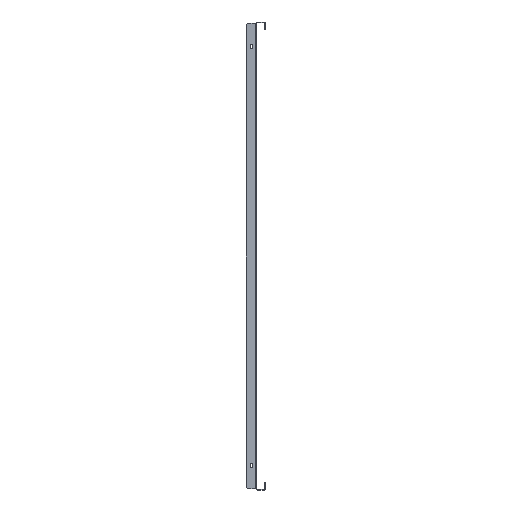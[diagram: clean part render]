
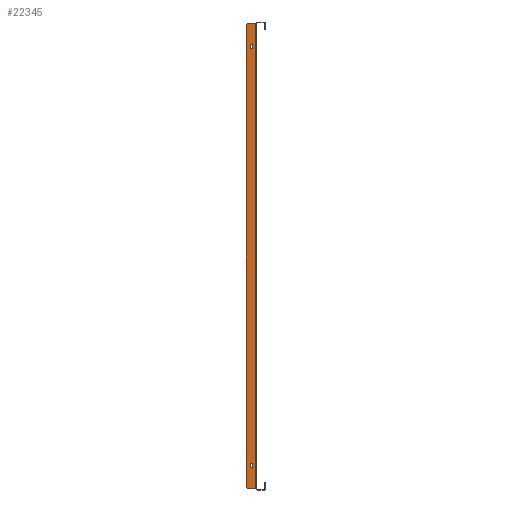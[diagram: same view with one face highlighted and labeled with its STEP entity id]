
A CAD part, left-side view. The second image highlights one B-rep face of the part: STEP entity #22345.
In plain terms, the highlighted planar face has unit normal (-1, 0, 0).
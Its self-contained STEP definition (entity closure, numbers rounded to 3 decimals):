
#521 = VECTOR ( 'NONE', #1814, 1000. ) ;
#894 = VERTEX_POINT ( 'NONE', #10552 ) ;
#1144 = EDGE_CURVE ( 'NONE', #71330, #33311, #41356, .T. ) ;
#1687 = PLANE ( 'NONE',  #61055 ) ;
#1814 = DIRECTION ( 'NONE',  ( 0., 0., 1. ) ) ;
#2772 = FACE_BOUND ( 'NONE', #26719, .T. ) ;
#3512 = CARTESIAN_POINT ( 'NONE',  ( -546., 1.5, 495.5 ) ) ;
#3668 = EDGE_CURVE ( 'NONE', #27045, #14420, #15451, .T. ) ;
#3813 = LINE ( 'NONE', #48092, #5057 ) ;
#3931 = DIRECTION ( 'NONE',  ( -1., 0., 0. ) ) ;
#4280 = CARTESIAN_POINT ( 'NONE',  ( -546., 1.5, -495.5 ) ) ;
#4838 = ORIENTED_EDGE ( 'NONE', *, *, #3668, .F. ) ;
#5057 = VECTOR ( 'NONE', #70260, 1000. ) ;
#5663 = LINE ( 'NONE', #59799, #39033 ) ;
#6356 = VECTOR ( 'NONE', #45957, 1000. ) ;
#6684 = DIRECTION ( 'NONE',  ( 0., -1., 0. ) ) ;
#7614 = DIRECTION ( 'NONE',  ( -1., 0., 0. ) ) ;
#7745 = EDGE_CURVE ( 'NONE', #64162, #27045, #3813, .T. ) ;
#9378 = VERTEX_POINT ( 'NONE', #25913 ) ;
#9709 = CARTESIAN_POINT ( 'NONE',  ( -546., 10., 445.25 ) ) ;
#10552 = CARTESIAN_POINT ( 'NONE',  ( -546., 12.75, -448.75 ) ) ;
#11272 = ORIENTED_EDGE ( 'NONE', *, *, #46906, .T. ) ;
#11292 = EDGE_CURVE ( 'NONE', #11745, #66702, #19869, .T. ) ;
#11461 = DIRECTION ( 'NONE',  ( 0., 1., 0. ) ) ;
#11745 = VERTEX_POINT ( 'NONE', #45656 ) ;
#12499 = LINE ( 'NONE', #29959, #32314 ) ;
#12786 = DIRECTION ( 'NONE',  ( 0., 0., -1. ) ) ;
#12856 = VERTEX_POINT ( 'NONE', #65050 ) ;
#14023 = DIRECTION ( 'NONE',  ( -1., 0., 0. ) ) ;
#14420 = VERTEX_POINT ( 'NONE', #41747 ) ;
#14923 = ORIENTED_EDGE ( 'NONE', *, *, #69660, .F. ) ;
#15311 = ORIENTED_EDGE ( 'NONE', *, *, #1144, .F. ) ;
#15451 = CIRCLE ( 'NONE', #56033, 2.75 ) ;
#17642 = CIRCLE ( 'NONE', #43165, 5. ) ;
#17783 = LINE ( 'NONE', #68635, #521 ) ;
#18301 = CARTESIAN_POINT ( 'NONE',  ( -546., 0., 495.5 ) ) ;
#18714 = CARTESIAN_POINT ( 'NONE',  ( -546., 1.5, 0. ) ) ;
#19869 = CIRCLE ( 'NONE', #29152, 5. ) ;
#21172 = CARTESIAN_POINT ( 'NONE',  ( -546., 16., 490.5 ) ) ;
#21261 = ORIENTED_EDGE ( 'NONE', *, *, #21533, .F. ) ;
#21533 = EDGE_CURVE ( 'NONE', #9378, #40059, #24125, .T. ) ;
#21960 = EDGE_CURVE ( 'NONE', #894, #64162, #51737, .T. ) ;
#22345 = ADVANCED_FACE ( 'NONE', ( #62347, #2772, #63069 ), #1687, .T. ) ;
#22433 = ORIENTED_EDGE ( 'NONE', *, *, #60957, .T. ) ;
#23486 = CARTESIAN_POINT ( 'NONE',  ( -546., 12.75, 448.75 ) ) ;
#24125 = LINE ( 'NONE', #18301, #33103 ) ;
#24343 = DIRECTION ( 'NONE',  ( 0., -1., 0. ) ) ;
#24832 = EDGE_CURVE ( 'NONE', #12856, #48294, #29686, .T. ) ;
#25913 = CARTESIAN_POINT ( 'NONE',  ( -546., 16., 495.5 ) ) ;
#26719 = EDGE_LOOP ( 'NONE', ( #4838, #40899, #50547, #55264 ) ) ;
#27045 = VERTEX_POINT ( 'NONE', #66168 ) ;
#27168 = ORIENTED_EDGE ( 'NONE', *, *, #24832, .F. ) ;
#27634 = VECTOR ( 'NONE', #12786, 1000. ) ;
#27811 = ORIENTED_EDGE ( 'NONE', *, *, #29426, .F. ) ;
#28523 = AXIS2_PLACEMENT_3D ( 'NONE', #9709, #60164, #54010 ) ;
#28527 = LINE ( 'NONE', #18714, #6356 ) ;
#28563 = AXIS2_PLACEMENT_3D ( 'NONE', #36306, #68293, #24343 ) ;
#29152 = AXIS2_PLACEMENT_3D ( 'NONE', #68991, #7614, #40316 ) ;
#29171 = DIRECTION ( 'NONE',  ( 0., 1., 0. ) ) ;
#29426 = EDGE_CURVE ( 'NONE', #11745, #58081, #17783, .T. ) ;
#29686 = CIRCLE ( 'NONE', #28523, 2.75 ) ;
#29959 = CARTESIAN_POINT ( 'NONE',  ( -546., 7.25, 445.25 ) ) ;
#32314 = VECTOR ( 'NONE', #50640, 1000. ) ;
#33103 = VECTOR ( 'NONE', #6684, 1000. ) ;
#33311 = VERTEX_POINT ( 'NONE', #23486 ) ;
#33735 = EDGE_CURVE ( 'NONE', #48294, #71330, #12499, .T. ) ;
#35497 = EDGE_LOOP ( 'NONE', ( #21261, #22433, #27811, #35542, #67590, #11272 ) ) ;
#35542 = ORIENTED_EDGE ( 'NONE', *, *, #11292, .T. ) ;
#35605 = ORIENTED_EDGE ( 'NONE', *, *, #33735, .F. ) ;
#35723 = CARTESIAN_POINT ( 'NONE',  ( -546., 10., -445.25 ) ) ;
#36306 = CARTESIAN_POINT ( 'NONE',  ( -546., 10., 448.75 ) ) ;
#36622 = CARTESIAN_POINT ( 'NONE',  ( -546., 10., -448.75 ) ) ;
#36742 = CARTESIAN_POINT ( 'NONE',  ( -546., 7.25, 445.25 ) ) ;
#39033 = VECTOR ( 'NONE', #11461, 1000. ) ;
#39580 = EDGE_CURVE ( 'NONE', #14420, #894, #50195, .T. ) ;
#40059 = VERTEX_POINT ( 'NONE', #3512 ) ;
#40316 = DIRECTION ( 'NONE',  ( 0., 0., 1. ) ) ;
#40899 = ORIENTED_EDGE ( 'NONE', *, *, #7745, .F. ) ;
#41356 = CIRCLE ( 'NONE', #28563, 2.75 ) ;
#41747 = CARTESIAN_POINT ( 'NONE',  ( -546., 12.75, -445.25 ) ) ;
#42240 = LINE ( 'NONE', #64029, #47149 ) ;
#42584 = CARTESIAN_POINT ( 'NONE',  ( -546., 16., -495.5 ) ) ;
#43165 = AXIS2_PLACEMENT_3D ( 'NONE', #21172, #55281, #49480 ) ;
#45656 = CARTESIAN_POINT ( 'NONE',  ( -546., 21., -490.5 ) ) ;
#45957 = DIRECTION ( 'NONE',  ( 0., 0., 1. ) ) ;
#46906 = EDGE_CURVE ( 'NONE', #66419, #40059, #28527, .T. ) ;
#47149 = VECTOR ( 'NONE', #47680, 1000. ) ;
#47680 = DIRECTION ( 'NONE',  ( 0., 0., -1. ) ) ;
#48092 = CARTESIAN_POINT ( 'NONE',  ( -546., 7.25, -445.25 ) ) ;
#48258 = AXIS2_PLACEMENT_3D ( 'NONE', #36622, #3931, #53663 ) ;
#48294 = VERTEX_POINT ( 'NONE', #36742 ) ;
#48430 = EDGE_LOOP ( 'NONE', ( #27168, #14923, #15311, #35605 ) ) ;
#49480 = DIRECTION ( 'NONE',  ( 0., 0., 1. ) ) ;
#50195 = LINE ( 'NONE', #67276, #27634 ) ;
#50547 = ORIENTED_EDGE ( 'NONE', *, *, #21960, .F. ) ;
#50640 = DIRECTION ( 'NONE',  ( 0., 0., 1. ) ) ;
#51737 = CIRCLE ( 'NONE', #48258, 2.75 ) ;
#53569 = CARTESIAN_POINT ( 'NONE',  ( -546., 7.25, 448.75 ) ) ;
#53663 = DIRECTION ( 'NONE',  ( 0., 1., 0. ) ) ;
#54010 = DIRECTION ( 'NONE',  ( 0., -1., 0. ) ) ;
#55264 = ORIENTED_EDGE ( 'NONE', *, *, #39580, .F. ) ;
#55281 = DIRECTION ( 'NONE',  ( -1., 0., 0. ) ) ;
#56033 = AXIS2_PLACEMENT_3D ( 'NONE', #35723, #68404, #29171 ) ;
#57241 = CARTESIAN_POINT ( 'NONE',  ( -546., 0., 0. ) ) ;
#58081 = VERTEX_POINT ( 'NONE', #70574 ) ;
#59799 = CARTESIAN_POINT ( 'NONE',  ( -546., 21., -495.5 ) ) ;
#60164 = DIRECTION ( 'NONE',  ( -1., 0., 0. ) ) ;
#60957 = EDGE_CURVE ( 'NONE', #9378, #58081, #17642, .T. ) ;
#61055 = AXIS2_PLACEMENT_3D ( 'NONE', #57241, #14023, #69229 ) ;
#62347 = FACE_BOUND ( 'NONE', #48430, .T. ) ;
#63069 = FACE_OUTER_BOUND ( 'NONE', #35497, .T. ) ;
#64029 = CARTESIAN_POINT ( 'NONE',  ( -546., 12.75, 445.25 ) ) ;
#64162 = VERTEX_POINT ( 'NONE', #70532 ) ;
#65050 = CARTESIAN_POINT ( 'NONE',  ( -546., 12.75, 445.25 ) ) ;
#66168 = CARTESIAN_POINT ( 'NONE',  ( -546., 7.25, -445.25 ) ) ;
#66419 = VERTEX_POINT ( 'NONE', #4280 ) ;
#66702 = VERTEX_POINT ( 'NONE', #42584 ) ;
#67276 = CARTESIAN_POINT ( 'NONE',  ( -546., 12.75, -445.25 ) ) ;
#67590 = ORIENTED_EDGE ( 'NONE', *, *, #67628, .F. ) ;
#67628 = EDGE_CURVE ( 'NONE', #66419, #66702, #5663, .T. ) ;
#68293 = DIRECTION ( 'NONE',  ( -1., 0., 0. ) ) ;
#68404 = DIRECTION ( 'NONE',  ( -1., 0., 0. ) ) ;
#68635 = CARTESIAN_POINT ( 'NONE',  ( -546., 21., 495.5 ) ) ;
#68991 = CARTESIAN_POINT ( 'NONE',  ( -546., 16., -490.5 ) ) ;
#69229 = DIRECTION ( 'NONE',  ( 0., 0., 1. ) ) ;
#69660 = EDGE_CURVE ( 'NONE', #33311, #12856, #42240, .T. ) ;
#70260 = DIRECTION ( 'NONE',  ( 0., 0., 1. ) ) ;
#70532 = CARTESIAN_POINT ( 'NONE',  ( -546., 7.25, -448.75 ) ) ;
#70574 = CARTESIAN_POINT ( 'NONE',  ( -546., 21., 490.5 ) ) ;
#71330 = VERTEX_POINT ( 'NONE', #53569 ) ;
